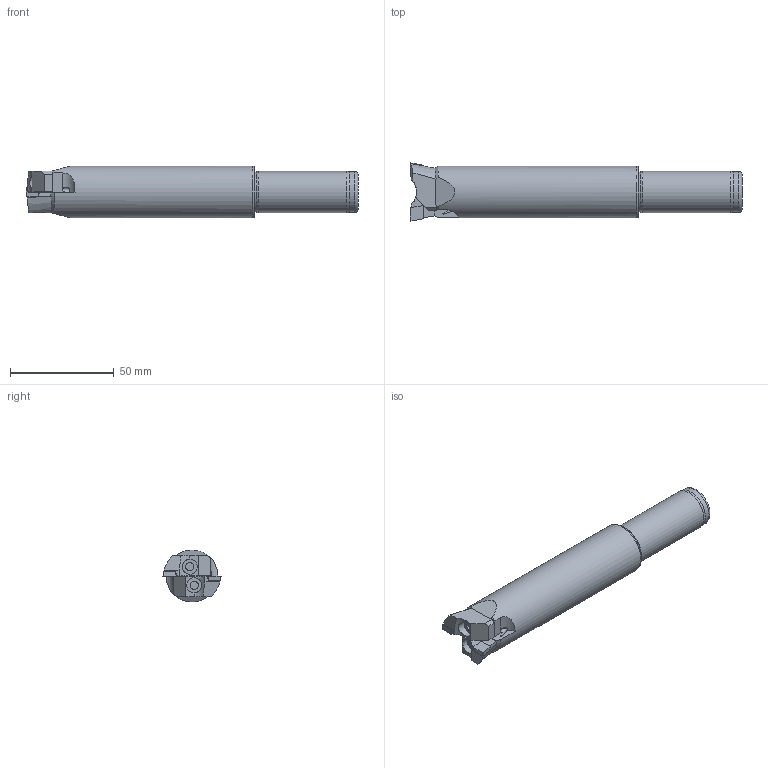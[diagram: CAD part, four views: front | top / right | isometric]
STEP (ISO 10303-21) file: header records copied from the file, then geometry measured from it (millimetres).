
FILE_DESCRIPTION(/* description */ (''),/* implementation_level */ '2;1');
FILE_NAME(/* name */ 'ABHR-D28x38-W20-L160-CC06.stp',/* time_stamp */ '2023-10-12T11:53:17+03:00',/* author */ (''),/* organization */ (''),/* preprocessor_version */ 'ST-DEVELOPER v19.4',/* originating_system */ 'SIEMENS PLM Software NX2306.3001',/* authorisation */ '');
FILE_SCHEMA (('AP203_CONFIGURATION_CONTROLLED_3D_DESIGN_OF_MECHANICAL_PARTS_AND_ASSEMBLIES_MIM_LF { 1 0 10303 403 2 1 2}'));
Length unit declared in the file: millimetre
Products named in the file (1): model1
Bounding box: 160 x 27.99 x 25 mm (x, y, z)
Volume: 66044.6 mm3; surface area: 13381.3 mm2
Topology: 3 solids, 3 shells, 91 faces, 244 edges, 160 vertices
Faces by surface type: plane 53, cone 19, cylinder 16, torus 3
Full cylindrical faces by diameter (mm): 2.5 x2, 4 x2, 7.25 x2, 19.5 x2, 20 x1, 25 x1
Entity records: 3564 total; most frequent: CARTESIAN_POINT 680, DIRECTION 438, ORIENTED_EDGE 434, EDGE_CURVE 217, AXIS2_PLACEMENT_3D 157, VERTEX_POINT 153, LINE 124, VECTOR 124
